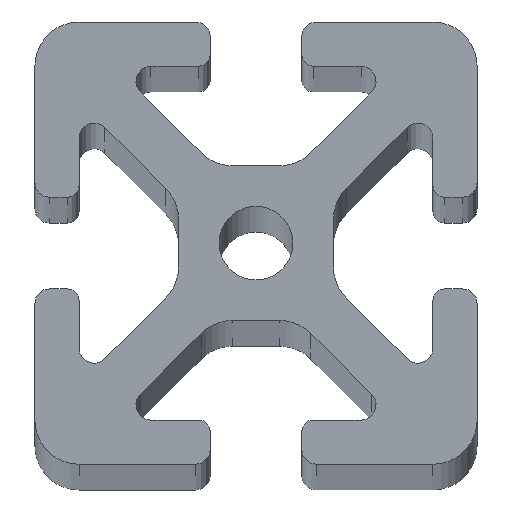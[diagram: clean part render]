
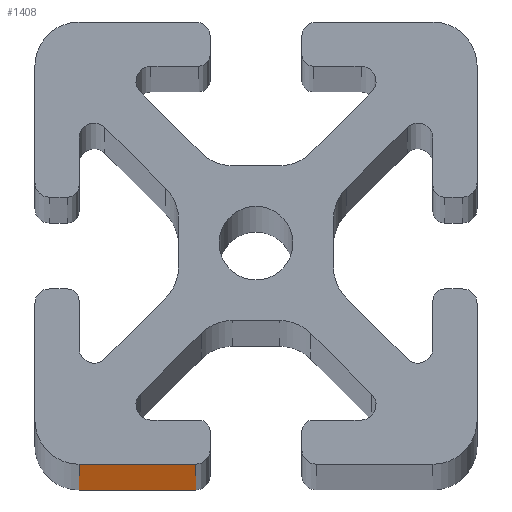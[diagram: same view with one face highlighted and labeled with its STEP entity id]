
A CAD part, top view. The second image highlights one B-rep face of the part: STEP entity #1408.
In plain terms, the highlighted planar face has unit normal (0, -1, 0).
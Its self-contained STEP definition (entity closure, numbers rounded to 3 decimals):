
#13=PLANE($,#1490);
#52=LINE($,#2091,#196);
#53=LINE($,#2094,#197);
#54=LINE($,#2096,#198);
#55=LINE($,#2097,#199);
#196=VECTOR($,#1648,1000.);
#197=VECTOR($,#1651,7.9);
#198=VECTOR($,#1652,7.9);
#199=VECTOR($,#1653,1000.);
#346=FACE_OUTER_BOUND($,#420,.T.);
#420=EDGE_LOOP($,(#939,#940,#941,#942));
#571=VERTEX_POINT($,#2084);
#574=VERTEX_POINT($,#2089);
#575=VERTEX_POINT($,#2093);
#576=VERTEX_POINT($,#2095);
#720=EDGE_CURVE($,#571,#574,#52,.T.);
#721=EDGE_CURVE($,#575,#571,#53,.T.);
#722=EDGE_CURVE($,#576,#574,#54,.T.);
#723=EDGE_CURVE($,#575,#576,#55,.T.);
#939=ORIENTED_EDGE($,*,*,#721,.T.);
#940=ORIENTED_EDGE($,*,*,#720,.T.);
#941=ORIENTED_EDGE($,*,*,#722,.F.);
#942=ORIENTED_EDGE($,*,*,#723,.F.);
#1408=ADVANCED_FACE($,(#346),#13,.T.);
#1490=AXIS2_PLACEMENT_3D($,#2092,#1649,#1650);
#1648=DIRECTION($,(0.,0.,1.));
#1649=DIRECTION('center_axis',(0.,-1.,0.));
#1650=DIRECTION('ref_axis',(1.,0.,0.));
#1651=DIRECTION($,(1.,0.,0.));
#1652=DIRECTION($,(1.,0.,0.));
#1653=DIRECTION($,(0.,0.,1.));
#2084=CARTESIAN_POINT('',(-8.2,0.,0.));
#2089=CARTESIAN_POINT('',(-8.2,0.,1000.));
#2091=CARTESIAN_POINT($,(-8.2,0.,0.));
#2092=CARTESIAN_POINT('Origin',(-16.1,0.,0.));
#2093=CARTESIAN_POINT('',(-16.1,0.,0.));
#2094=CARTESIAN_POINT($,(-16.1,0.,0.));
#2095=CARTESIAN_POINT('',(-16.1,0.,1000.));
#2096=CARTESIAN_POINT($,(-16.1,0.,1000.));
#2097=CARTESIAN_POINT($,(-16.1,0.,0.));
